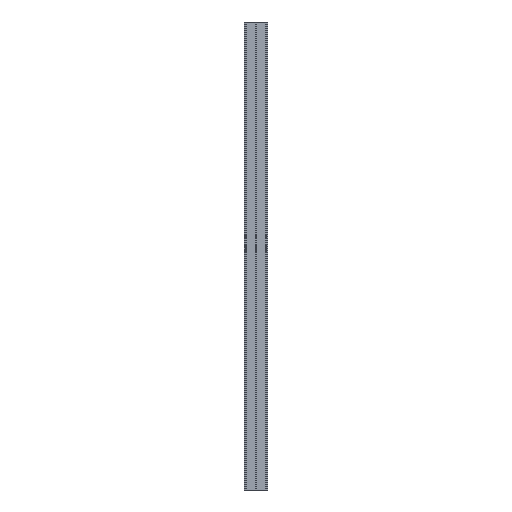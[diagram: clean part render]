
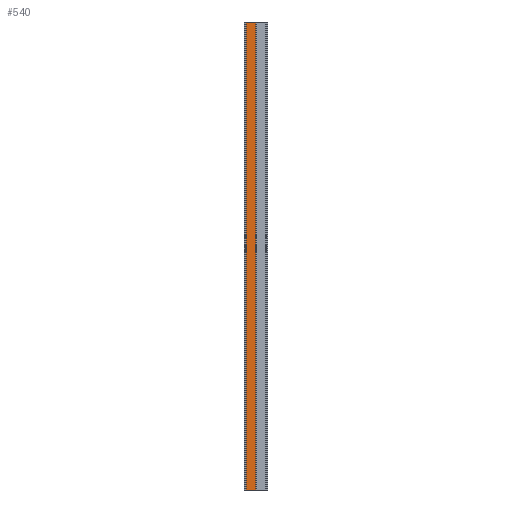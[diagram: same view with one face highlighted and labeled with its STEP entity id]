
A CAD part, left-side view. The second image highlights one B-rep face of the part: STEP entity #540.
In plain terms, the highlighted planar face has unit normal (-1, 0, 0).
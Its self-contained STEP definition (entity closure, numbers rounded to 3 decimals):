
#32 = VECTOR ( 'NONE', #1711, 1000. ) ;
#44 = VERTEX_POINT ( 'NONE', #2171 ) ;
#97 = ORIENTED_EDGE ( 'NONE', *, *, #1958, .T. ) ;
#122 = EDGE_CURVE ( 'NONE', #1637, #44, #2199, .T. ) ;
#130 = ORIENTED_EDGE ( 'NONE', *, *, #1022, .F. ) ;
#161 = DIRECTION ( 'NONE',  ( 0., 0., -1. ) ) ;
#188 = LINE ( 'NONE', #1262, #1575 ) ;
#234 = DIRECTION ( 'NONE',  ( 0., -1., 0. ) ) ;
#289 = CARTESIAN_POINT ( 'NONE',  ( -16.5, 21., 1000. ) ) ;
#331 = ORIENTED_EDGE ( 'NONE', *, *, #1427, .F. ) ;
#362 = ORIENTED_EDGE ( 'NONE', *, *, #122, .T. ) ;
#380 = CARTESIAN_POINT ( 'NONE',  ( -16.5, 0.5, 1000. ) ) ;
#493 = AXIS2_PLACEMENT_3D ( 'NONE', #1519, #1984, #234 ) ;
#540 = ADVANCED_FACE ( 'NONE', ( #865 ), #1720, .F. ) ;
#637 = LINE ( 'NONE', #2107, #1755 ) ;
#679 = DIRECTION ( 'NONE',  ( 0., 0., -1. ) ) ;
#837 = LINE ( 'NONE', #380, #32 ) ;
#865 = FACE_OUTER_BOUND ( 'NONE', #1473, .T. ) ;
#977 = VERTEX_POINT ( 'NONE', #2723 ) ;
#1020 = VERTEX_POINT ( 'NONE', #2785 ) ;
#1022 = EDGE_CURVE ( 'NONE', #1637, #1020, #837, .T. ) ;
#1108 = CARTESIAN_POINT ( 'NONE',  ( -16.5, 21., 1000. ) ) ;
#1262 = CARTESIAN_POINT ( 'NONE',  ( -16.5, 0.5, 0. ) ) ;
#1427 = EDGE_CURVE ( 'NONE', #1020, #977, #637, .T. ) ;
#1473 = EDGE_LOOP ( 'NONE', ( #97, #331, #130, #362 ) ) ;
#1519 = CARTESIAN_POINT ( 'NONE',  ( -16.5, 0.5, 1000. ) ) ;
#1575 = VECTOR ( 'NONE', #2149, 1000. ) ;
#1637 = VERTEX_POINT ( 'NONE', #289 ) ;
#1711 = DIRECTION ( 'NONE',  ( 0., -1., 0. ) ) ;
#1720 = PLANE ( 'NONE',  #493 ) ;
#1755 = VECTOR ( 'NONE', #161, 1000. ) ;
#1940 = VECTOR ( 'NONE', #679, 1000. ) ;
#1958 = EDGE_CURVE ( 'NONE', #44, #977, #188, .T. ) ;
#1984 = DIRECTION ( 'NONE',  ( 1., 0., 0. ) ) ;
#2107 = CARTESIAN_POINT ( 'NONE',  ( -16.5, 0.5, 1000. ) ) ;
#2149 = DIRECTION ( 'NONE',  ( 0., -1., 0. ) ) ;
#2171 = CARTESIAN_POINT ( 'NONE',  ( -16.5, 21., 0. ) ) ;
#2199 = LINE ( 'NONE', #1108, #1940 ) ;
#2723 = CARTESIAN_POINT ( 'NONE',  ( -16.5, 0.5, 0. ) ) ;
#2785 = CARTESIAN_POINT ( 'NONE',  ( -16.5, 0.5, 1000. ) ) ;
